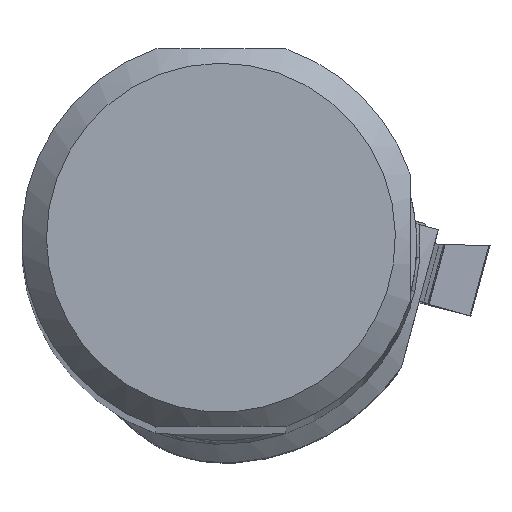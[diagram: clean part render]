
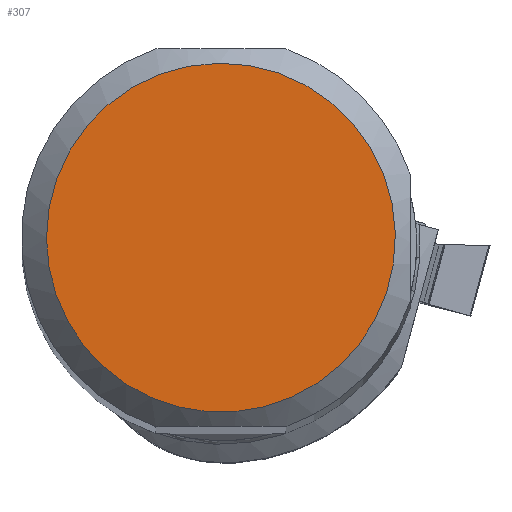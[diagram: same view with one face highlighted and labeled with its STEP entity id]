
A CAD part, top view. The second image highlights one B-rep face of the part: STEP entity #307.
In plain terms, the highlighted planar face has unit normal (0, 0, 1).
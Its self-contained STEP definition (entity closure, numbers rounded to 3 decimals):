
#225=CIRCLE('',#2208,13.864);
#307=ADVANCED_FACE('CU_SU_BP3',(#459),#373,.T.);
#373=PLANE('',#2209);
#459=FACE_OUTER_BOUND('',#562,.T.);
#562=EDGE_LOOP('',(#1056));
#1056=ORIENTED_EDGE('',*,*,#1608,.F.);
#1348=VERTEX_POINT('',#3571);
#1608=EDGE_CURVE('',#1348,#1348,#225,.T.);
#2208=AXIS2_PLACEMENT_3D('',#3570,#2712,#2713);
#2209=AXIS2_PLACEMENT_3D('',#3572,#2714,#2715);
#2712=DIRECTION('',(0.,0.,-1.));
#2713=DIRECTION('',(-1.,0.,0.));
#2714=DIRECTION('',(0.,0.,1.));
#2715=DIRECTION('',(-1.,0.,0.));
#3570=CARTESIAN_POINT('',(0.,0.,0.));
#3571=CARTESIAN_POINT('',(-13.864,0.,0.));
#3572=CARTESIAN_POINT('',(0.,0.,0.));
